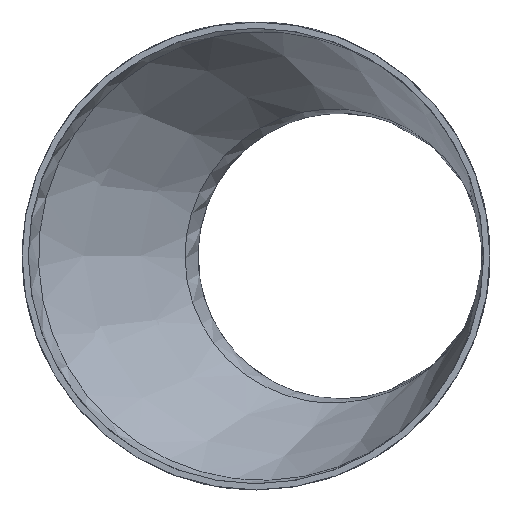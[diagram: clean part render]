
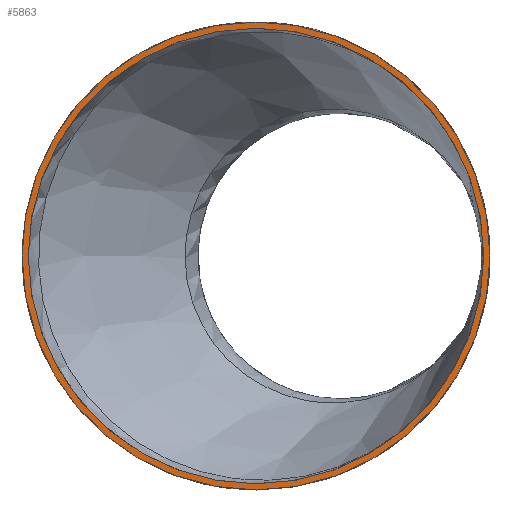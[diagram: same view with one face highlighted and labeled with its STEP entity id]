
A CAD part, left-side view. The second image highlights one B-rep face of the part: STEP entity #5863.
In plain terms, the highlighted planar face has unit normal (-1, 0, 0).
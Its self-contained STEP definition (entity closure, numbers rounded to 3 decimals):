
#1056 = DIRECTION ( 'NONE',  ( -1., 0., 0. ) ) ;
#1580 = ORIENTED_EDGE ( 'NONE', *, *, #7380, .F. ) ;
#1690 = AXIS2_PLACEMENT_3D ( 'NONE', #2372, #14554, #13144 ) ;
#2187 = ORIENTED_EDGE ( 'NONE', *, *, #11207, .T. ) ;
#2372 = CARTESIAN_POINT ( 'NONE',  ( 0., 0., 0. ) ) ;
#3038 = VERTEX_POINT ( 'NONE', #15535 ) ;
#5581 = PLANE ( 'NONE',  #18104 ) ;
#5863 = ADVANCED_FACE ( 'NONE', ( #9083, #18812 ), #5581, .T. ) ;
#6002 = CARTESIAN_POINT ( 'NONE',  ( 0., 0., 0. ) ) ;
#6835 = CIRCLE ( 'NONE', #18671, 109.55 ) ;
#7121 = CARTESIAN_POINT ( 'NONE',  ( 0., 0., 0. ) ) ;
#7380 = EDGE_CURVE ( 'NONE', #3038, #3038, #16178, .T. ) ;
#9083 = FACE_BOUND ( 'NONE', #9640, .T. ) ;
#9094 = EDGE_LOOP ( 'NONE', ( #2187 ) ) ;
#9389 = CARTESIAN_POINT ( 'NONE',  ( 0., 0., 109.55 ) ) ;
#9640 = EDGE_LOOP ( 'NONE', ( #1580 ) ) ;
#11207 = EDGE_CURVE ( 'NONE', #13042, #13042, #6835, .T. ) ;
#11923 = DIRECTION ( 'NONE',  ( 0., 0., 1. ) ) ;
#13042 = VERTEX_POINT ( 'NONE', #9389 ) ;
#13144 = DIRECTION ( 'NONE',  ( 0., 0., 1. ) ) ;
#14554 = DIRECTION ( 'NONE',  ( -1., 0., 0. ) ) ;
#15535 = CARTESIAN_POINT ( 'NONE',  ( 0., 0., 106.65 ) ) ;
#16178 = CIRCLE ( 'NONE', #1690, 106.65 ) ;
#17749 = DIRECTION ( 'NONE',  ( 0., 0., 1. ) ) ;
#18104 = AXIS2_PLACEMENT_3D ( 'NONE', #7121, #1056, #17749 ) ;
#18671 = AXIS2_PLACEMENT_3D ( 'NONE', #6002, #19515, #11923 ) ;
#18812 = FACE_OUTER_BOUND ( 'NONE', #9094, .T. ) ;
#19515 = DIRECTION ( 'NONE',  ( -1., 0., 0. ) ) ;
